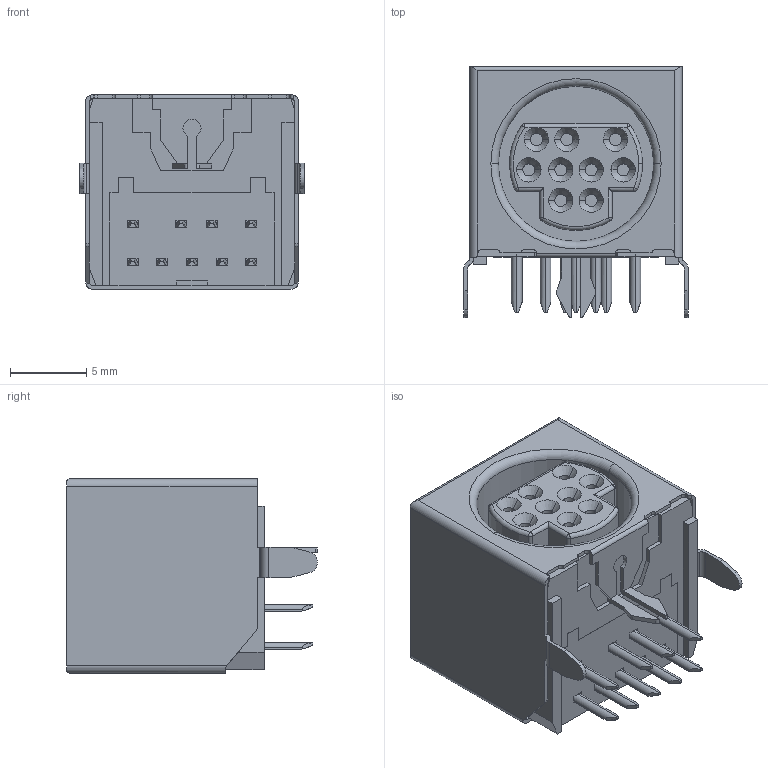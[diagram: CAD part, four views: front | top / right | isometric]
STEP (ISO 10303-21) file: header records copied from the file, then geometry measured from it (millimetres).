
FILE_DESCRIPTION (( 'STEP AP214' ), '1' );
FILE_NAME ('KMDGX-9S-BS-1_A1.STEP', '2019-01-16T17:38:00', ( '' ), ( '' ), 'SwSTEP 2.0', 'SolidWorks 2018', '' );
FILE_SCHEMA (( 'AUTOMOTIVE_DESIGN' ));
Length unit declared in the file: millimetre
Products named in the file (1): KMDGX-9S-BS-1_A1
Bounding box: 14.75 x 16.5 x 12.8 mm (x, y, z)
Volume: 2000.2 mm3; surface area: 1745.9 mm2
Topology: 1 solids, 1 shells, 415 faces, 1088 edges, 697 vertices
Faces by surface type: plane 273, cylinder 112, cone 18, torus 6, sphere 6
Entity records: 16322 total; most frequent: CARTESIAN_POINT 2374, ORIENTED_EDGE 2168, DIRECTION 2119, EDGE_CURVE 1084, LINE 775, VECTOR 775, VERTEX_POINT 697, AXIS2_PLACEMENT_3D 672
